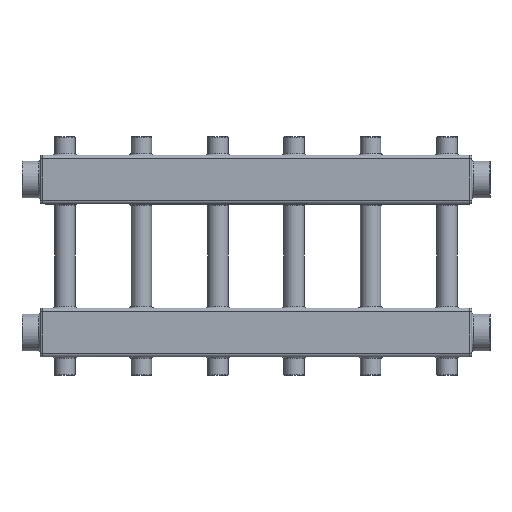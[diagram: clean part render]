
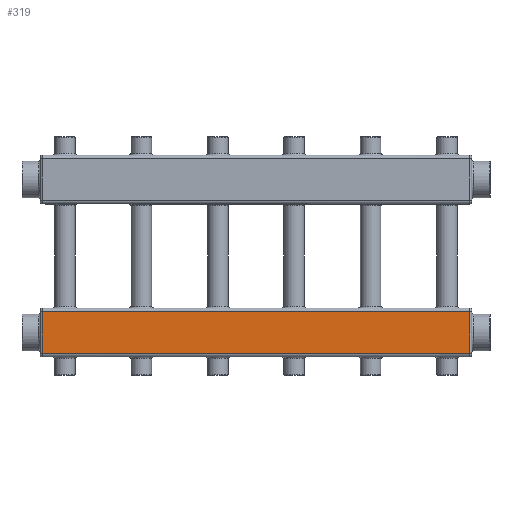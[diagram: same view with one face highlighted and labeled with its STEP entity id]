
A CAD part, left-side view. The second image highlights one B-rep face of the part: STEP entity #319.
In plain terms, the highlighted planar face has unit normal (-1, 0, 0).
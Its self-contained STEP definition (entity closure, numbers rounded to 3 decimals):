
#319=ADVANCED_FACE('',(#5223),#5225,.T.);
#5223=FACE_BOUND('',#5224,.T.);
#5224=EDGE_LOOP('',(#11200,#11201,#11202,#11203,#11204,#11205,#11206,#11207));
#5225=PLANE('',#5226);
#5226=AXIS2_PLACEMENT_3D('',#5227,#5228,#5229);
#5227=CARTESIAN_POINT('',(-40.,0.,-284.));
#5228=DIRECTION('',(-1.,0.,0.));
#5229=DIRECTION('',(0.,0.,1.));
#11200=ORIENTED_EDGE('',*,*,#13612,.T.);
#11201=ORIENTED_EDGE('',*,*,#13613,.T.);
#11202=ORIENTED_EDGE('',*,*,#13614,.F.);
#11203=ORIENTED_EDGE('',*,*,#13615,.F.);
#11204=ORIENTED_EDGE('',*,*,#13562,.F.);
#11205=ORIENTED_EDGE('',*,*,#13616,.T.);
#11206=ORIENTED_EDGE('',*,*,#13617,.F.);
#11207=ORIENTED_EDGE('',*,*,#13618,.F.);
#13562=EDGE_CURVE('',#14816,#14817,#14818,.T.);
#13612=EDGE_CURVE('',#14908,#14909,#14910,.T.);
#13613=EDGE_CURVE('',#14909,#14911,#14912,.F.);
#13614=EDGE_CURVE('',#14913,#14911,#14914,.T.);
#13615=EDGE_CURVE('',#14817,#14913,#14915,.F.);
#13616=EDGE_CURVE('',#14816,#14916,#14917,.F.);
#13617=EDGE_CURVE('',#14918,#14916,#14919,.T.);
#13618=EDGE_CURVE('',#14908,#14918,#14920,.F.);
#14816=VERTEX_POINT('',#17028);
#14817=VERTEX_POINT('',#17029);
#14818=LINE('',#17030,#17031);
#14908=VERTEX_POINT('',#17382);
#14909=VERTEX_POINT('',#17383);
#14910=LINE('',#17384,#17385);
#14911=VERTEX_POINT('',#17387);
#14912=LINE('',#17388,#17389);
#14913=VERTEX_POINT('',#17391);
#14914=LINE('',#17392,#17393);
#14915=LINE('',#17395,#17396);
#14916=VERTEX_POINT('',#17398);
#14917=LINE('',#17399,#17400);
#14918=VERTEX_POINT('',#17402);
#14919=LINE('',#17403,#17404);
#14920=LINE('',#17406,#17407);
#17028=CARTESIAN_POINT('',(-40.,-0.039,-284.));
#17029=CARTESIAN_POINT('',(-40.,699.039,-284.));
#17030=CARTESIAN_POINT('',(-40.,-0.039,-284.));
#17031=VECTOR('',#17032,1.);
#17032=DIRECTION('',(0.,1.,0.));
#17382=CARTESIAN_POINT('',(-40.,-0.039,-216.));
#17383=CARTESIAN_POINT('',(-40.,699.039,-216.));
#17384=CARTESIAN_POINT('',(-40.,-0.039,-216.));
#17385=VECTOR('',#17386,1.);
#17386=DIRECTION('',(0.,1.,0.));
#17387=CARTESIAN_POINT('',(-40.,699.042,-216.));
#17388=CARTESIAN_POINT('',(-40.,699.042,-216.));
#17389=VECTOR('',#17390,1.);
#17390=DIRECTION('',(0.,-1.,0.));
#17391=CARTESIAN_POINT('',(-40.,699.042,-284.));
#17392=CARTESIAN_POINT('',(-40.,699.042,-284.));
#17393=VECTOR('',#17394,1.);
#17394=DIRECTION('',(0.,0.,1.));
#17395=CARTESIAN_POINT('',(-40.,699.042,-284.));
#17396=VECTOR('',#17397,1.);
#17397=DIRECTION('',(0.,-1.,0.));
#17398=CARTESIAN_POINT('',(-40.,-0.042,-284.));
#17399=CARTESIAN_POINT('',(-40.,-0.042,-284.));
#17400=VECTOR('',#17401,1.);
#17401=DIRECTION('',(0.,1.,0.));
#17402=CARTESIAN_POINT('',(-40.,-0.042,-216.));
#17403=CARTESIAN_POINT('',(-40.,-0.042,-216.));
#17404=VECTOR('',#17405,1.);
#17405=DIRECTION('',(0.,0.,-1.));
#17406=CARTESIAN_POINT('',(-40.,-0.042,-216.));
#17407=VECTOR('',#17408,1.);
#17408=DIRECTION('',(0.,1.,0.));
